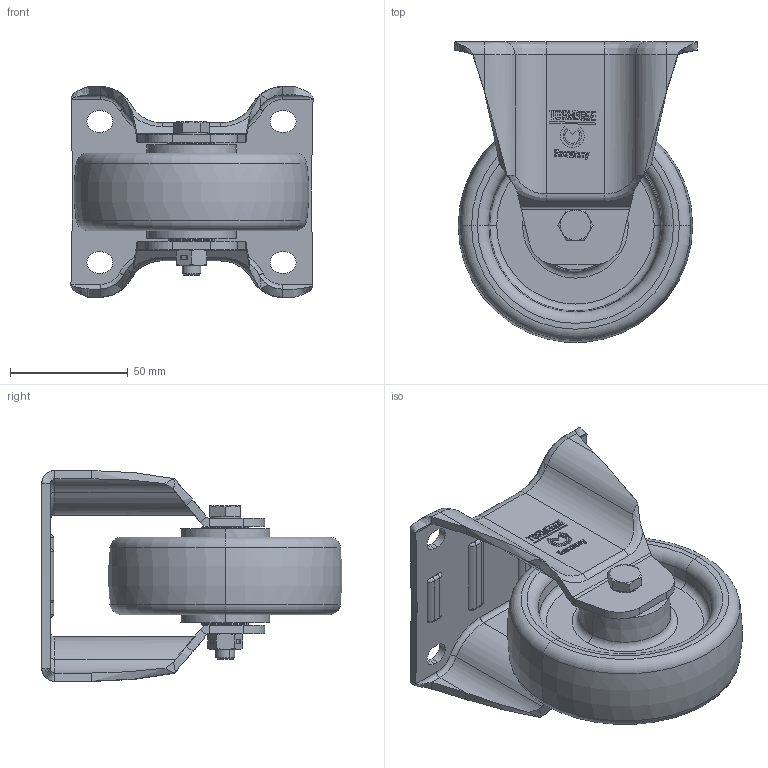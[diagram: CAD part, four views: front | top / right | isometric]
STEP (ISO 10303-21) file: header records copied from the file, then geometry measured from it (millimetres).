
FILE_DESCRIPTION (( 'STEP AP214' ), '1' );
FILE_NAME ('0033438BL_B-IM-PAM-100-K-EC.STEP', '2016-05-18T16:06:22', ( '' ), ( '' ), 'SwSTEP 2.0', 'SolidWorks 2016', '' );
FILE_SCHEMA (( 'AUTOMOTIVE_DESIGN' ));
Length unit declared in the file: millimetre
Products named in the file (1): 0033438BL_B-IM-PAM-100-K-EC
Bounding box: 103.01 x 127.72 x 89.74 mm (x, y, z)
Volume: 251703.1 mm3; surface area: 91060.6 mm2
Topology: 13 solids, 13 shells, 756 faces, 1830 edges, 1146 vertices
Faces by surface type: plane 351, cylinder 231, bspline 70, cone 56, torus 48
Entity records: 34402 total; most frequent: CARTESIAN_POINT 8337, ORIENTED_EDGE 3660, DIRECTION 3637, EDGE_CURVE 1830, AXIS2_PLACEMENT_3D 1287, VERTEX_POINT 1146, VECTOR 1063, LINE 1063
